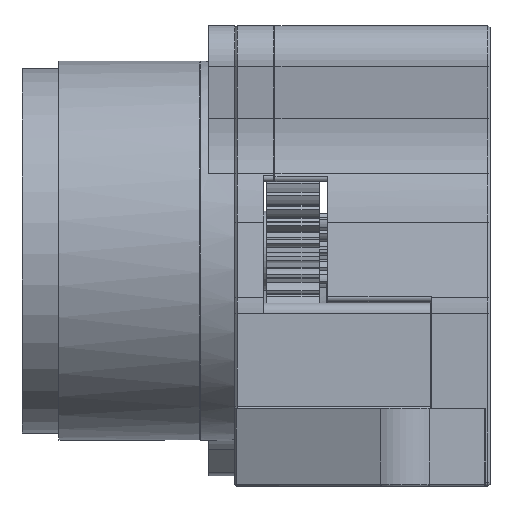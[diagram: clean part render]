
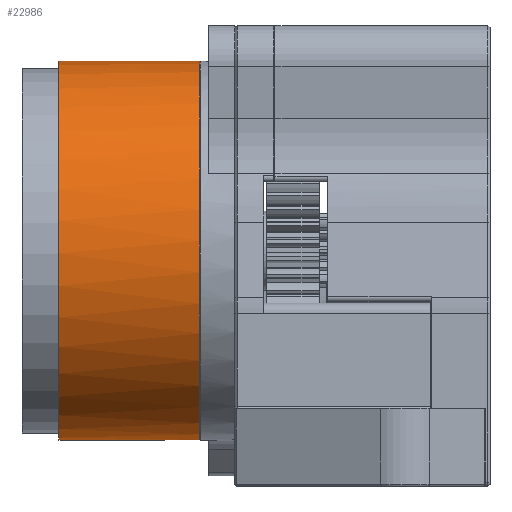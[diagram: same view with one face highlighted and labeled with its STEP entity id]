
A CAD part, left-side view. The second image highlights one B-rep face of the part: STEP entity #22986.
In plain terms, the highlighted cylindrical face has radius 18 mm (diameter 36 mm), a full revolution.
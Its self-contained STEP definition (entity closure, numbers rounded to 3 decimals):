
#835=B_SPLINE_CURVE_WITH_KNOTS('',3,(#36107,#36108,#36109,#36110,#36111,
#36112,#36113,#36114,#36115,#36116,#36117),.UNSPECIFIED.,.T.,.F.,(1,1,1,
1,1,1,1,1,1,1,1,1,1,1,1),(0.,0.001,0.001,
0.002,0.002,0.002,0.003,
0.003,0.004,0.004,0.004,
0.005,0.005,0.005,0.006),
 .UNSPECIFIED.);
#836=B_SPLINE_CURVE_WITH_KNOTS('',3,(#36123,#36124,#36125,#36126,#36127,
#36128,#36129,#36130,#36131,#36132,#36133),.UNSPECIFIED.,.T.,.F.,(1,1,1,
1,1,1,1,1,1,1,1,1,1,1,1),(0.,0.001,0.001,
0.002,0.002,0.002,0.003,
0.003,0.004,0.004,0.004,
0.005,0.005,0.006,0.006),
 .UNSPECIFIED.);
#837=B_SPLINE_CURVE_WITH_KNOTS('',3,(#36139,#36140,#36141,#36142,#36143,
#36144,#36145,#36146,#36147,#36148,#36149),.UNSPECIFIED.,.T.,.F.,(1,1,1,
1,1,1,1,1,1,1,1,1,1,1,1),(-0.001,-0.001,0.,
0.,0.,0.001,0.001,0.002,
0.002,0.002,0.003,0.003,
0.004,0.004,0.004),
 .UNSPECIFIED.);
#838=B_SPLINE_CURVE_WITH_KNOTS('',3,(#36155,#36156,#36157,#36158,#36159,
#36160,#36161,#36162,#36163,#36164,#36165),.UNSPECIFIED.,.T.,.F.,(1,1,1,
1,1,1,1,1,1,1,1,1,1,1,1),(-0.001,-0.001,0.,
0.,0.,0.001,0.001,0.002,
0.002,0.002,0.003,0.003,
0.004,0.004,0.004),
 .UNSPECIFIED.);
#2107=LINE('',#36207,#3628);
#2111=LINE('',#36217,#3632);
#3628=VECTOR('',#29096,1000.);
#3632=VECTOR('',#29106,1000.);
#6831=ORIENTED_EDGE('',*,*,#12811,.T.);
#6832=ORIENTED_EDGE('',*,*,#12818,.F.);
#6833=ORIENTED_EDGE('',*,*,#12816,.T.);
#6834=ORIENTED_EDGE('',*,*,#12814,.F.);
#6835=ORIENTED_EDGE('',*,*,#12790,.F.);
#6836=ORIENTED_EDGE('',*,*,#12792,.F.);
#6837=ORIENTED_EDGE('',*,*,#12794,.F.);
#6838=ORIENTED_EDGE('',*,*,#12796,.F.);
#6839=ORIENTED_EDGE('',*,*,#12819,.F.);
#12790=EDGE_CURVE('',#15920,#15920,#835,.T.);
#12792=EDGE_CURVE('',#15922,#15922,#836,.T.);
#12794=EDGE_CURVE('',#15924,#15924,#837,.T.);
#12796=EDGE_CURVE('',#15926,#15926,#838,.T.);
#12811=EDGE_CURVE('',#15941,#15942,#2107,.T.);
#12814=EDGE_CURVE('',#15941,#15943,#18013,.T.);
#12816=EDGE_CURVE('',#15944,#15943,#2111,.T.);
#12818=EDGE_CURVE('',#15944,#15942,#18014,.T.);
#12819=EDGE_CURVE('',#15945,#15945,#18015,.T.);
#15920=VERTEX_POINT('',#36118);
#15922=VERTEX_POINT('',#36134);
#15924=VERTEX_POINT('',#36150);
#15926=VERTEX_POINT('',#36166);
#15941=VERTEX_POINT('',#36208);
#15942=VERTEX_POINT('',#36209);
#15943=VERTEX_POINT('',#36214);
#15944=VERTEX_POINT('',#36218);
#15945=VERTEX_POINT('',#36224);
#18013=CIRCLE('',#25326,18.);
#18014=CIRCLE('',#25329,18.);
#18015=CIRCLE('',#25331,18.);
#19359=EDGE_LOOP('',(#6831,#6832,#6833,#6834));
#19360=EDGE_LOOP('',(#6835));
#19361=EDGE_LOOP('',(#6836));
#19362=EDGE_LOOP('',(#6837));
#19363=EDGE_LOOP('',(#6838));
#19364=EDGE_LOOP('',(#6839));
#20986=FACE_BOUND('',#19359,.T.);
#20987=FACE_BOUND('',#19360,.T.);
#20988=FACE_BOUND('',#19361,.T.);
#20989=FACE_BOUND('',#19362,.T.);
#20990=FACE_BOUND('',#19363,.T.);
#20991=FACE_BOUND('',#19364,.T.);
#22271=CYLINDRICAL_SURFACE('',#25330,18.);
#22986=ADVANCED_FACE('',(#20986,#20987,#20988,#20989,#20990,#20991),#22271,
 .T.);
#25326=AXIS2_PLACEMENT_3D('',#36213,#29101,#29102);
#25329=AXIS2_PLACEMENT_3D('',#36221,#29110,#29111);
#25330=AXIS2_PLACEMENT_3D('',#36222,#29112,#29113);
#25331=AXIS2_PLACEMENT_3D('',#36223,#29114,#29115);
#29096=DIRECTION('',(0.,1.,0.));
#29101=DIRECTION('',(0.,-1.,0.));
#29102=DIRECTION('',(0.554,0.,-0.833));
#29106=DIRECTION('',(0.,-1.,0.));
#29110=DIRECTION('',(0.,-1.,0.));
#29111=DIRECTION('',(0.998,0.,-0.063));
#29112=DIRECTION('',(0.,-1.,0.));
#29113=DIRECTION('',(-0.5,0.,-0.866));
#29114=DIRECTION('',(0.,1.,0.));
#29115=DIRECTION('',(0.866,0.,-0.5));
#36107=CARTESIAN_POINT('',(12.222,-33.652,17.972));
#36108=CARTESIAN_POINT('',(12.315,-34.045,18.108));
#36109=CARTESIAN_POINT('',(12.222,-34.438,17.972));
#36110=CARTESIAN_POINT('',(11.993,-34.599,17.653));
#36111=CARTESIAN_POINT('',(11.756,-34.438,17.339));
#36112=CARTESIAN_POINT('',(11.653,-34.045,17.209));
#36113=CARTESIAN_POINT('',(11.756,-33.652,17.339));
#36114=CARTESIAN_POINT('',(11.993,-33.491,17.652));
#36115=CARTESIAN_POINT('',(12.222,-33.652,17.972));
#36116=CARTESIAN_POINT('',(12.315,-34.045,18.108));
#36117=CARTESIAN_POINT('',(12.222,-34.438,17.972));
#36118=CARTESIAN_POINT('',(12.284,-34.045,18.063));
#36123=CARTESIAN_POINT('',(11.299,-33.649,16.771));
#36124=CARTESIAN_POINT('',(11.406,-34.045,16.902));
#36125=CARTESIAN_POINT('',(11.299,-34.44,16.771));
#36126=CARTESIAN_POINT('',(11.042,-34.598,16.469));
#36127=CARTESIAN_POINT('',(10.777,-34.44,16.175));
#36128=CARTESIAN_POINT('',(10.66,-34.045,16.05));
#36129=CARTESIAN_POINT('',(10.777,-33.651,16.175));
#36130=CARTESIAN_POINT('',(11.041,-33.492,16.469));
#36131=CARTESIAN_POINT('',(11.299,-33.649,16.771));
#36132=CARTESIAN_POINT('',(11.406,-34.045,16.902));
#36133=CARTESIAN_POINT('',(11.299,-34.44,16.771));
#36134=CARTESIAN_POINT('',(11.37,-34.045,16.858));
#36139=CARTESIAN_POINT('',(14.41,-34.441,22.16));
#36140=CARTESIAN_POINT('',(14.351,-34.045,22.002));
#36141=CARTESIAN_POINT('',(14.41,-33.65,22.16));
#36142=CARTESIAN_POINT('',(14.543,-33.492,22.533));
#36143=CARTESIAN_POINT('',(14.665,-33.65,22.91));
#36144=CARTESIAN_POINT('',(14.715,-34.045,23.074));
#36145=CARTESIAN_POINT('',(14.665,-34.439,22.91));
#36146=CARTESIAN_POINT('',(14.543,-34.598,22.534));
#36147=CARTESIAN_POINT('',(14.41,-34.441,22.16));
#36148=CARTESIAN_POINT('',(14.351,-34.045,22.002));
#36149=CARTESIAN_POINT('',(14.41,-33.65,22.16));
#36150=CARTESIAN_POINT('',(14.37,-34.045,22.054));
#36155=CARTESIAN_POINT('',(13.831,-34.438,20.76));
#36156=CARTESIAN_POINT('',(13.761,-34.045,20.611));
#36157=CARTESIAN_POINT('',(13.831,-33.652,20.76));
#36158=CARTESIAN_POINT('',(13.994,-33.491,21.118));
#36159=CARTESIAN_POINT('',(14.146,-33.652,21.48));
#36160=CARTESIAN_POINT('',(14.208,-34.045,21.634));
#36161=CARTESIAN_POINT('',(14.146,-34.438,21.48));
#36162=CARTESIAN_POINT('',(13.994,-34.599,21.118));
#36163=CARTESIAN_POINT('',(13.831,-34.438,20.76));
#36164=CARTESIAN_POINT('',(13.761,-34.045,20.611));
#36165=CARTESIAN_POINT('',(13.831,-33.652,20.76));
#36166=CARTESIAN_POINT('',(13.784,-34.045,20.661));
#36207=CARTESIAN_POINT('',(7.464,-35.8,13.34));
#36208=CARTESIAN_POINT('',(7.464,-35.8,13.34));
#36209=CARTESIAN_POINT('',(7.464,-32.29,13.34));
#36213=CARTESIAN_POINT('',(-2.5,-35.8,28.33));
#36214=CARTESIAN_POINT('',(15.464,-35.8,27.196));
#36217=CARTESIAN_POINT('',(15.464,-32.29,27.196));
#36218=CARTESIAN_POINT('',(15.464,-32.29,27.196));
#36221=CARTESIAN_POINT('',(-2.5,-32.29,28.33));
#36222=CARTESIAN_POINT('',(-2.5,-15.6,28.33));
#36223=CARTESIAN_POINT('',(-2.5,-18.92,28.33));
#36224=CARTESIAN_POINT('',(13.088,-18.92,19.33));
